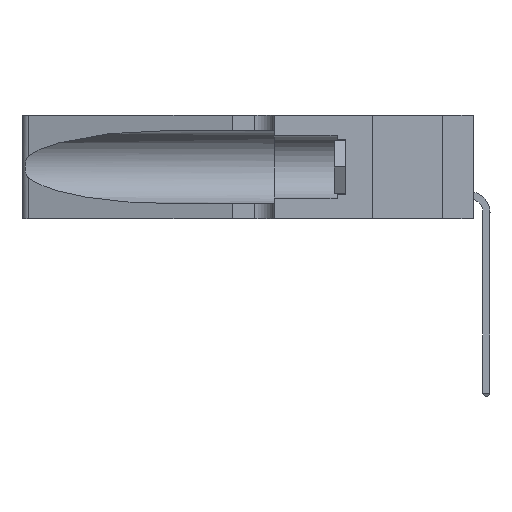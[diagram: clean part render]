
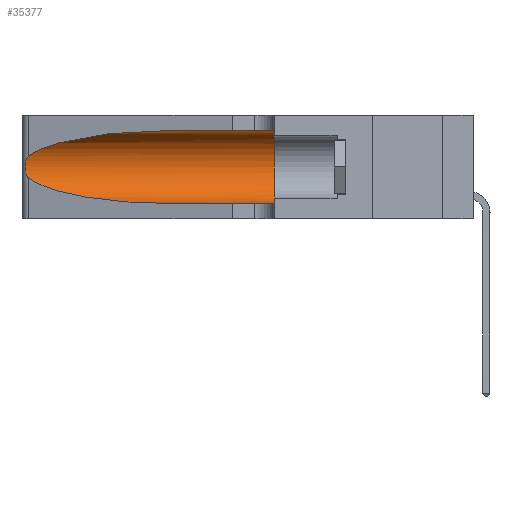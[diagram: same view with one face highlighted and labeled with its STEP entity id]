
A CAD part, left-side view. The second image highlights one B-rep face of the part: STEP entity #35377.
In plain terms, the highlighted cylindrical face has radius 3.308 mm (diameter 6.617 mm), a partial arc.
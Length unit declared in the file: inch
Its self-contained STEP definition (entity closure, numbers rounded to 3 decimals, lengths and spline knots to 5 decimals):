
#129 = VERTEX_POINT ( 'NONE', #8707 ) ;
#942 = VECTOR ( 'NONE', #11583, 39.37008 ) ;
#1480 = VERTEX_POINT ( 'NONE', #42806 ) ;
#1887 = DIRECTION ( 'NONE',  ( 0., -1., 0. ) ) ;
#2975 = CARTESIAN_POINT ( 'NONE',  ( 0.25555, 1.22993, 0.14849 ) ) ;
#3322 = CARTESIAN_POINT ( 'NONE',  ( 0.25856, 1.23593, 0.16098 ) ) ;
#3550 = ORIENTED_EDGE ( 'NONE', *, *, #42713, .T. ) ;
#3684 = CARTESIAN_POINT ( 'NONE',  ( 0.1305, 1.61858, 0.31525 ) ) ;
#3799 = ORIENTED_EDGE ( 'NONE', *, *, #18657, .T. ) ;
#5509 = EDGE_LOOP ( 'NONE', ( #38767, #3799, #3550, #13831, #12885, #27218 ) ) ;
#5745 = EDGE_CURVE ( 'NONE', #1480, #46134, #40528, .T. ) ;
#7090 = AXIS2_PLACEMENT_3D ( 'NONE', #24856, #1887, #9510 ) ;
#8129 = CARTESIAN_POINT ( 'NONE',  ( 0.1305, 0.35, 0.185 ) ) ;
#8707 = CARTESIAN_POINT ( 'NONE',  ( 0.25487, 1.22718, 0.14631 ) ) ;
#9510 = DIRECTION ( 'NONE',  ( 0., 0., -1. ) ) ;
#11583 = DIRECTION ( 'NONE',  ( 0., -1., 0. ) ) ;
#12149 = LINE ( 'NONE', #26988, #942 ) ;
#12816 = VERTEX_POINT ( 'NONE', #31176 ) ;
#12885 = ORIENTED_EDGE ( 'NONE', *, *, #49777, .F. ) ;
#13831 = ORIENTED_EDGE ( 'NONE', *, *, #47258, .T. ) ;
#14648 = CARTESIAN_POINT ( 'NONE',  ( 0.25487, 1.22718, 0.14631 ) ) ;
#14811 = CARTESIAN_POINT ( 'NONE',  ( 0.1305, 0.35, 0.05475 ) ) ;
#14983 = CARTESIAN_POINT ( 'NONE',  ( 0.26017, 1.23833, 0.17102 ) ) ;
#17807 = CARTESIAN_POINT ( 'NONE',  ( 0.25487, 1.22718, 0.14631 ) ) ;
#18154 = CARTESIAN_POINT ( 'NONE',  ( 0.2373, 1.15595, 0.28018 ) ) ;
#18657 = EDGE_CURVE ( 'NONE', #43491, #129, #40585, .T. ) ;
#19889 = DIRECTION ( 'NONE',  ( 0., 0., 1. ) ) ;
#21703 = CARTESIAN_POINT ( 'NONE',  ( 0.1305, 0.72297, 0.31525 ) ) ;
#22525 = DIRECTION ( 'NONE',  ( 0., -1., 0. ) ) ;
#23998 = DIRECTION ( 'NONE',  ( 0., 1., 0. ) ) ;
#24856 = CARTESIAN_POINT ( 'NONE',  ( 0.1305, 1.61858, 0.185 ) ) ;
#25326 =( BOUNDED_CURVE ( )  B_SPLINE_CURVE ( 3, ( #17807, #37156, #32720, #40546 ),
 .UNSPECIFIED., .F., .T. ) 
 B_SPLINE_CURVE_WITH_KNOTS ( ( 4, 4 ),
 ( 3.44316, 4.71239 ),
 .UNSPECIFIED. ) 
 CURVE ( )  GEOMETRIC_REPRESENTATION_ITEM ( )  RATIONAL_B_SPLINE_CURVE ( ( 1., 0.87, 0.87, 1. ) ) 
 REPRESENTATION_ITEM ( '' )  );
#26694 = CIRCLE ( 'NONE', #39430, 0.13025 ) ;
#26788 = CARTESIAN_POINT ( 'NONE',  ( 0.26075, 1.23896, 0.19203 ) ) ;
#26988 = CARTESIAN_POINT ( 'NONE',  ( 0.1305, 1.61858, 0.05475 ) ) ;
#27218 = ORIENTED_EDGE ( 'NONE', *, *, #5745, .F. ) ;
#29015 = CARTESIAN_POINT ( 'NONE',  ( 0.25487, 1.22718, 0.22369 ) ) ;
#30152 = CARTESIAN_POINT ( 'NONE',  ( 0.25487, 1.22718, 0.22369 ) ) ;
#30317 = VECTOR ( 'NONE', #22525, 39.37008 ) ;
#30721 = CARTESIAN_POINT ( 'NONE',  ( 0.26075, 1.23896, 0.178 ) ) ;
#31176 = CARTESIAN_POINT ( 'NONE',  ( 0.1305, 0.72297, 0.05475 ) ) ;
#31694 = EDGE_CURVE ( 'NONE', #1480, #43491, #49811, .T. ) ;
#32720 = CARTESIAN_POINT ( 'NONE',  ( 0.18966, 0.96281, 0.05475 ) ) ;
#32979 = CARTESIAN_POINT ( 'NONE',  ( 0.25555, 1.22994, 0.2215 ) ) ;
#34257 = CARTESIAN_POINT ( 'NONE',  ( 0.25789, 1.23486, 0.15765 ) ) ;
#35377 = ADVANCED_FACE ( 'NONE', ( #44907 ), #47923, .F. ) ;
#36371 = CARTESIAN_POINT ( 'NONE',  ( 0.25487, 1.22718, 0.22369 ) ) ;
#36884 = CARTESIAN_POINT ( 'NONE',  ( 0.25639, 1.23184, 0.21858 ) ) ;
#37156 = CARTESIAN_POINT ( 'NONE',  ( 0.2373, 1.15595, 0.08982 ) ) ;
#37762 = CARTESIAN_POINT ( 'NONE',  ( 0.18966, 0.96281, 0.31525 ) ) ;
#38498 = CARTESIAN_POINT ( 'NONE',  ( 0.25639, 1.23186, 0.15144 ) ) ;
#38767 = ORIENTED_EDGE ( 'NONE', *, *, #31694, .T. ) ;
#39430 = AXIS2_PLACEMENT_3D ( 'NONE', #8129, #23998, #19889 ) ;
#40481 = CARTESIAN_POINT ( 'NONE',  ( 0.25787, 1.23484, 0.2124 ) ) ;
#40528 = LINE ( 'NONE', #3684, #30317 ) ;
#40546 = CARTESIAN_POINT ( 'NONE',  ( 0.1305, 0.72297, 0.05475 ) ) ;
#40585 = B_SPLINE_CURVE_WITH_KNOTS ( 'NONE', 3,
 ( #36371, #32979, #36884, #40481, #42601, #49820, #26788, #30721, #14983, #3322, #34257, #38498, #2975, #14648 ),
 .UNSPECIFIED., .F., .F.,
 ( 4, 2, 2, 2, 2, 2, 4 ),
 ( 0., 0.00027, 0.00053, 0.00107, 0.0016, 0.00187, 0.00214 ),
 .UNSPECIFIED. ) ;
#42601 = CARTESIAN_POINT ( 'NONE',  ( 0.25854, 1.2359, 0.20912 ) ) ;
#42713 = EDGE_CURVE ( 'NONE', #129, #12816, #25326, .T. ) ;
#42806 = CARTESIAN_POINT ( 'NONE',  ( 0.1305, 0.72297, 0.31525 ) ) ;
#43491 = VERTEX_POINT ( 'NONE', #29015 ) ;
#43986 = CARTESIAN_POINT ( 'NONE',  ( 0.1305, 0.35, 0.31525 ) ) ;
#44868 = VERTEX_POINT ( 'NONE', #14811 ) ;
#44907 = FACE_OUTER_BOUND ( 'NONE', #5509, .T. ) ;
#46134 = VERTEX_POINT ( 'NONE', #43986 ) ;
#47258 = EDGE_CURVE ( 'NONE', #12816, #44868, #12149, .T. ) ;
#47923 = CYLINDRICAL_SURFACE ( 'NONE', #7090, 0.13025 ) ;
#49777 = EDGE_CURVE ( 'NONE', #46134, #44868, #26694, .T. ) ;
#49811 =( BOUNDED_CURVE ( )  B_SPLINE_CURVE ( 3, ( #21703, #37762, #18154, #30152 ),
 .UNSPECIFIED., .F., .T. ) 
 B_SPLINE_CURVE_WITH_KNOTS ( ( 4, 4 ),
 ( 1.5708, 2.84003 ),
 .UNSPECIFIED. ) 
 CURVE ( )  GEOMETRIC_REPRESENTATION_ITEM ( )  RATIONAL_B_SPLINE_CURVE ( ( 1., 0.87, 0.87, 1. ) ) 
 REPRESENTATION_ITEM ( '' )  );
#49820 = CARTESIAN_POINT ( 'NONE',  ( 0.26018, 1.23835, 0.19895 ) ) ;
